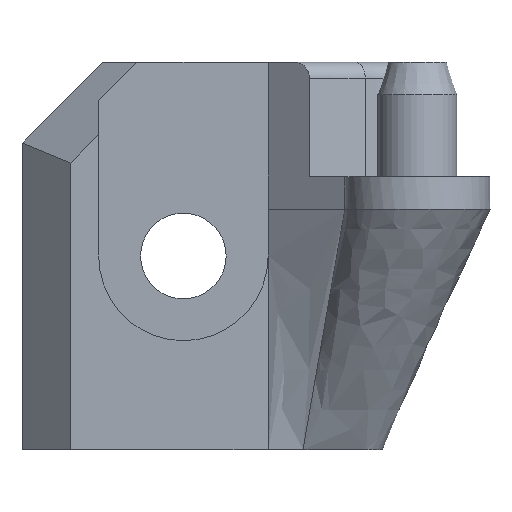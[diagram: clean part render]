
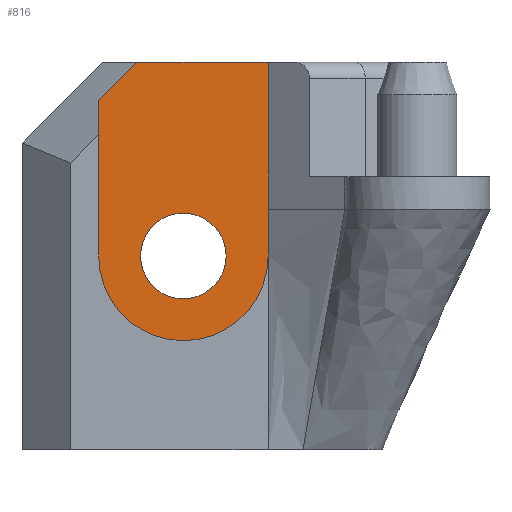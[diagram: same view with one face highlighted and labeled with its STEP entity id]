
A CAD part, left-side view. The second image highlights one B-rep face of the part: STEP entity #816.
In plain terms, the highlighted planar face has unit normal (-1, 0, 0).
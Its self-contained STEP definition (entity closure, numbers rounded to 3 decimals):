
#17=FACE_BOUND('',#316,.T.);
#34=PLANE('',#889);
#79=LINE('',#1311,#170);
#101=LINE('',#1357,#192);
#109=LINE('',#1372,#200);
#124=LINE('',#1407,#215);
#170=VECTOR('',#983,10.);
#192=VECTOR('',#1021,10.);
#200=VECTOR('',#1033,10.);
#215=VECTOR('',#1062,10.);
#268=FACE_OUTER_BOUND('',#315,.T.);
#315=EDGE_LOOP('',(#683,#684,#685,#686,#687));
#316=EDGE_LOOP('',(#688));
#353=CIRCLE('',#890,5.25);
#354=CIRCLE('',#891,2.65);
#391=VERTEX_POINT('',#1308);
#392=VERTEX_POINT('',#1310);
#408=VERTEX_POINT('',#1355);
#413=VERTEX_POINT('',#1370);
#426=VERTEX_POINT('',#1405);
#427=VERTEX_POINT('',#1408);
#476=EDGE_CURVE('',#391,#392,#79,.T.);
#499=EDGE_CURVE('',#408,#391,#101,.T.);
#507=EDGE_CURVE('',#408,#413,#109,.T.);
#524=EDGE_CURVE('',#413,#426,#353,.T.);
#525=EDGE_CURVE('',#426,#392,#124,.T.);
#526=EDGE_CURVE('',#427,#427,#354,.T.);
#683=ORIENTED_EDGE('',*,*,#499,.F.);
#684=ORIENTED_EDGE('',*,*,#507,.T.);
#685=ORIENTED_EDGE('',*,*,#524,.T.);
#686=ORIENTED_EDGE('',*,*,#525,.T.);
#687=ORIENTED_EDGE('',*,*,#476,.F.);
#688=ORIENTED_EDGE('',*,*,#526,.F.);
#816=ADVANCED_FACE('',(#268,#17),#34,.F.);
#889=AXIS2_PLACEMENT_3D('',#1404,#1058,#1059);
#890=AXIS2_PLACEMENT_3D('',#1406,#1060,#1061);
#891=AXIS2_PLACEMENT_3D('',#1409,#1063,#1064);
#983=DIRECTION('',(0.,-1.,0.));
#1021=DIRECTION('',(0.,-0.707,0.707));
#1033=DIRECTION('',(0.,0.,-1.));
#1058=DIRECTION('center_axis',(1.,0.,0.));
#1059=DIRECTION('ref_axis',(0.,0.,-1.));
#1060=DIRECTION('center_axis',(-1.,0.,0.));
#1061=DIRECTION('ref_axis',(0.,-1.,0.));
#1062=DIRECTION('',(0.,0.,1.));
#1063=DIRECTION('center_axis',(-1.,0.,0.));
#1064=DIRECTION('ref_axis',(0.,-1.,0.));
#1308=CARTESIAN_POINT('',(5.,17.379,7.));
#1310=CARTESIAN_POINT('',(5.,9.25,7.));
#1311=CARTESIAN_POINT('',(5.,12.25,7.));
#1355=CARTESIAN_POINT('',(5.,19.75,4.629));
#1357=CARTESIAN_POINT('',(5.,19.564,4.814));
#1370=CARTESIAN_POINT('',(5.,19.75,-5.));
#1372=CARTESIAN_POINT('',(5.,19.75,-3.313));
#1404=CARTESIAN_POINT('Origin',(5.,14.5,-1.625));
#1405=CARTESIAN_POINT('',(5.,9.25,-5.));
#1406=CARTESIAN_POINT('Origin',(5.,14.5,-5.));
#1407=CARTESIAN_POINT('',(5.,9.25,2.688));
#1408=CARTESIAN_POINT('',(5.,17.15,-5.));
#1409=CARTESIAN_POINT('Origin',(5.,14.5,-5.));
